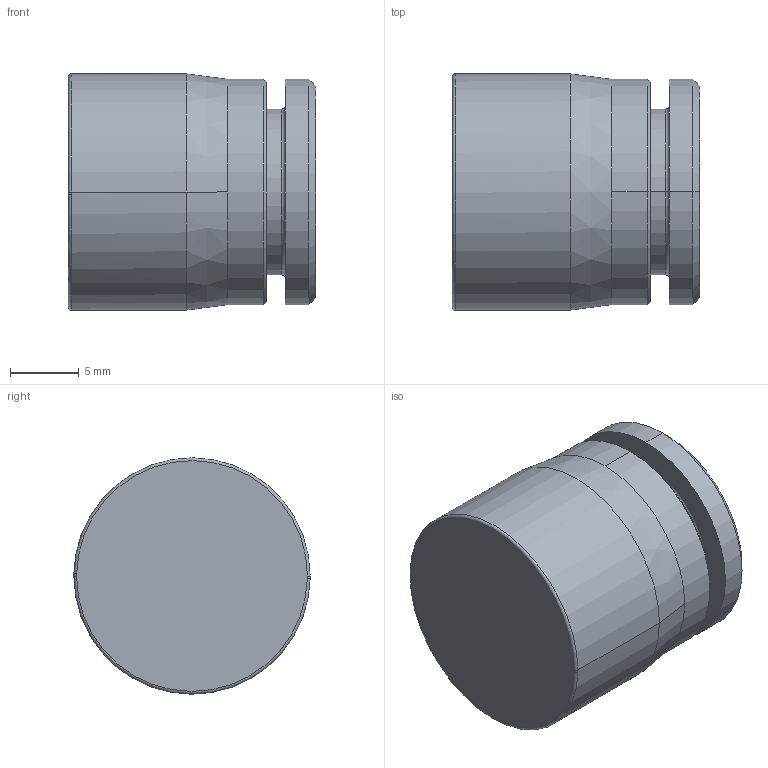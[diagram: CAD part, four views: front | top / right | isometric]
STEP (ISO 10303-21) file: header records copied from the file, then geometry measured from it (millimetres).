
FILE_DESCRIPTION(('STEP AP214'),'1');
FILE_NAME('PR293B-10.stp','2019-06-25T11:59:29',('3D-Tool'),(' '),'Spatial InterOp 3D',' ',' ');
FILE_SCHEMA(('AUTOMOTIVE_DESIGN { 1 0 10303 214 1 1 1 1 }'));
Length unit declared in the file: millimetre
Products named in the file (1): PR293B-10
Bounding box: 18 x 17.2 x 17.2 mm (x, y, z)
Volume: 2562.4 mm3; surface area: 2048.7 mm2
Topology: 1 solids, 1 shells, 143 faces, 379 edges, 250 vertices
Faces by surface type: plane 117, cylinder 12, cone 8, torus 6
Entity records: 5553 total; most frequent: CARTESIAN_POINT 784, ORIENTED_EDGE 758, DIRECTION 712, EDGE_CURVE 379, LINE 332, VECTOR 332, VERTEX_POINT 250, AXIS2_PLACEMENT_3D 190
